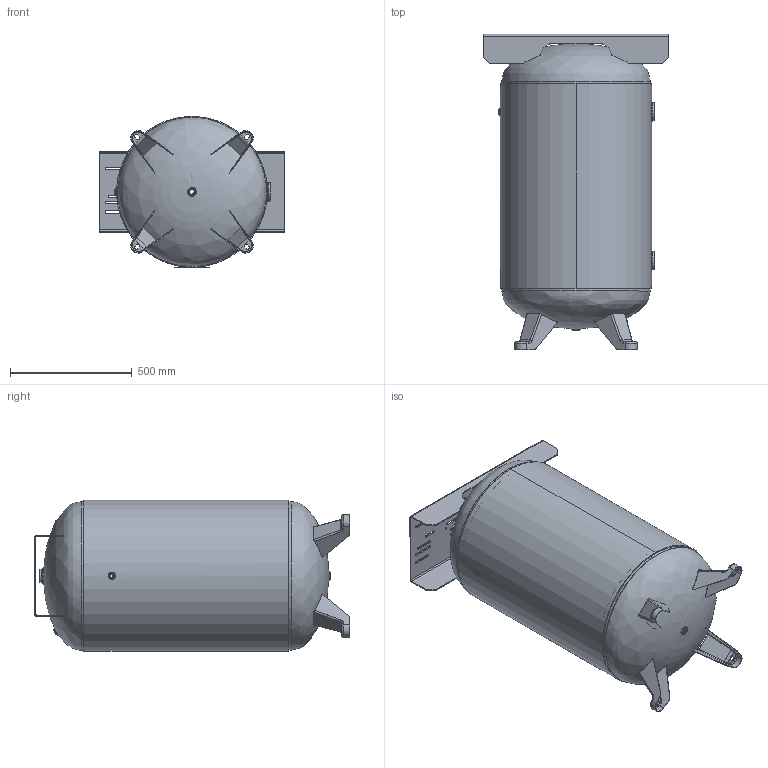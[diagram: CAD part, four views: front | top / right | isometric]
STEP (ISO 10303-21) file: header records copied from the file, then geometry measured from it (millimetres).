
FILE_DESCRIPTION(/* description */ ('24 X 48 200# VERT ASME STOCK 80 GAL W/FEET & TPLT'),/* implementation_level */ '2;1');
FILE_NAME(/* name */ 'SPVG_A10046.stp',/* time_stamp */ '2018-11-07T11:27:47-06:00',/* author */ ('kim.thoune'),/* organization */ ('STEEL FAB IF WE MAKE IT, VENDOR IF WE DON''T'),/* preprocessor_version */ 'ST-DEVELOPER v16.5',/* originating_system */ 'Autodesk Inventor 2017',/* authorisation */ 'CHECKERS BOSS');
FILE_SCHEMA (('AUTOMOTIVE_DESIGN { 1 0 10303 214 3 1 1 }'));
Length unit declared in the file: inch
Products named in the file (14): A10046; A10046-3; H24149P; A10046-2; H24149P_1; A10046-1; F100500; F101250; S100004S; F102001; F100250; S100053; 60-140; 64-053
Assembly tree (18 placements, depth 3):
  A10046
    A10046-3
      H24149P
    A10046-2
      H24149P_1
    A10046-1
    F100500
    F101250
    F100250  x2
    S100004S  x4
    F102001  x2
    S100053
    60-140
      64-053
Bounding box: 762 x 1292.22 x 620.31 mm (x, y, z)
Volume: 13052796.3 mm3; surface area: 6155849.8 mm2
Topology: 15 solids, 15 shells, 501 faces, 1290 edges, 831 vertices
Faces by surface type: plane 262, cylinder 143, bspline 56, torus 32, cone 8
Full cylindrical faces by diameter (mm): 6.35 x4, 9.525 x1, 11.455 x2, 12.7 x1, 18.644 x1, 26.987 x3, 30.95 x1, 44.856 x1, 49.212 x1, 50.813 x1, 53.975 x1, 56.667 x2, 63.5 x1, 66.675 x2, 68.263 x2, 76.2 x2, 88.9 x1, 602.031 x2, 609.6 x3, 619.1 x1
Entity records: 12355 total; most frequent: CARTESIAN_POINT 3328, ORIENTED_EDGE 1766, DIRECTION 1692, EDGE_CURVE 883, LINE 608, VECTOR 608, VERTEX_POINT 600, AXIS2_PLACEMENT_3D 542
